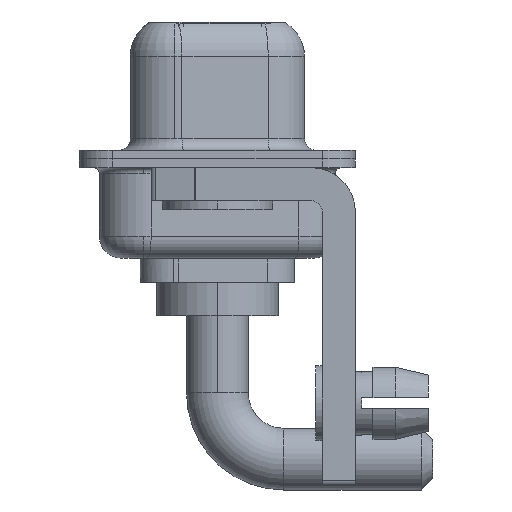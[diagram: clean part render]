
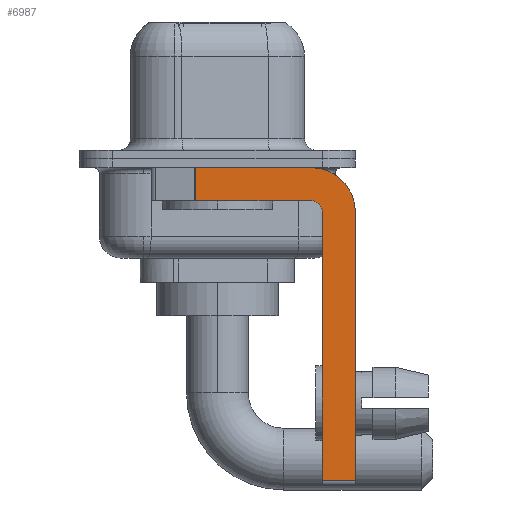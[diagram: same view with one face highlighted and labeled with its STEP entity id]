
A CAD part, left-side view. The second image highlights one B-rep face of the part: STEP entity #6987.
In plain terms, the highlighted planar face has unit normal (-1, 0, 0).
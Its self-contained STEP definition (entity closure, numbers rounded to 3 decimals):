
#59 = ORIENTED_EDGE ( 'NONE', *, *, #9588, .F. ) ;
#529 = CARTESIAN_POINT ( 'NONE',  ( -2.9, -6.25, -2.4 ) ) ;
#850 = LINE ( 'NONE', #8861, #7039 ) ;
#1126 = CARTESIAN_POINT ( 'NONE',  ( -2.9, -4.75, -14.8 ) ) ;
#1167 = ORIENTED_EDGE ( 'NONE', *, *, #8931, .F. ) ;
#1718 = CARTESIAN_POINT ( 'NONE',  ( -2.9, 0.978, -1.9 ) ) ;
#1797 = LINE ( 'NONE', #1718, #11487 ) ;
#1868 = VECTOR ( 'NONE', #5820, 1000. ) ;
#1890 = DIRECTION ( 'NONE',  ( 0., 0., -1. ) ) ;
#2798 = DIRECTION ( 'NONE',  ( 0., 0., -1. ) ) ;
#3517 = ORIENTED_EDGE ( 'NONE', *, *, #11443, .T. ) ;
#4309 = AXIS2_PLACEMENT_3D ( 'NONE', #10881, #12541, #9042 ) ;
#5069 = VERTEX_POINT ( 'NONE', #7700 ) ;
#5175 = CARTESIAN_POINT ( 'NONE',  ( -2.9, -4.25, -1.9 ) ) ;
#5205 = FACE_OUTER_BOUND ( 'NONE', #5910, .T. ) ;
#5222 = CARTESIAN_POINT ( 'NONE',  ( -2.9, 0.978, -0.4 ) ) ;
#5353 = VERTEX_POINT ( 'NONE', #9497 ) ;
#5446 = ORIENTED_EDGE ( 'NONE', *, *, #6045, .F. ) ;
#5820 = DIRECTION ( 'NONE',  ( 0., 0., 1. ) ) ;
#5910 = EDGE_LOOP ( 'NONE', ( #5446, #3517, #6610, #1167, #14407, #8848, #59, #14804 ) ) ;
#5976 = LINE ( 'NONE', #9422, #13598 ) ;
#6041 = VERTEX_POINT ( 'NONE', #7720 ) ;
#6045 = EDGE_CURVE ( 'NONE', #9298, #9778, #850, .T. ) ;
#6108 = DIRECTION ( 'NONE',  ( 0., 1., 0. ) ) ;
#6283 = CARTESIAN_POINT ( 'NONE',  ( -2.9, -4.75, -14.55 ) ) ;
#6610 = ORIENTED_EDGE ( 'NONE', *, *, #9919, .F. ) ;
#6686 = EDGE_CURVE ( 'NONE', #8193, #14674, #5976, .T. ) ;
#6987 = ADVANCED_FACE ( 'NONE', ( #5205 ), #14609, .F. ) ;
#7019 = CIRCLE ( 'NONE', #13839, 0.5 ) ;
#7039 = VECTOR ( 'NONE', #10145, 1000. ) ;
#7700 = CARTESIAN_POINT ( 'NONE',  ( -2.9, -6.25, -2.4 ) ) ;
#7720 = CARTESIAN_POINT ( 'NONE',  ( -2.9, 0.978, -1.9 ) ) ;
#7785 = VECTOR ( 'NONE', #8743, 1000. ) ;
#7907 = CARTESIAN_POINT ( 'NONE',  ( -2.9, -4.25, -0.4 ) ) ;
#8193 = VERTEX_POINT ( 'NONE', #6283 ) ;
#8296 = EDGE_CURVE ( 'NONE', #9778, #5069, #12138, .T. ) ;
#8743 = DIRECTION ( 'NONE',  ( 0., 0., -1. ) ) ;
#8848 = ORIENTED_EDGE ( 'NONE', *, *, #6686, .T. ) ;
#8861 = CARTESIAN_POINT ( 'NONE',  ( -2.9, 3., -0.4 ) ) ;
#8931 = EDGE_CURVE ( 'NONE', #5353, #11919, #7019, .T. ) ;
#9042 = DIRECTION ( 'NONE',  ( 0., 0., -1. ) ) ;
#9266 = AXIS2_PLACEMENT_3D ( 'NONE', #13607, #13677, #1890 ) ;
#9298 = VERTEX_POINT ( 'NONE', #5222 ) ;
#9317 = EDGE_CURVE ( 'NONE', #8193, #5353, #11570, .T. ) ;
#9380 = CARTESIAN_POINT ( 'NONE',  ( -2.9, -4.25, -2.4 ) ) ;
#9422 = CARTESIAN_POINT ( 'NONE',  ( -2.9, -4.25, -14.55 ) ) ;
#9497 = CARTESIAN_POINT ( 'NONE',  ( -2.9, -4.75, -2.4 ) ) ;
#9534 = DIRECTION ( 'NONE',  ( 0., 0., 1. ) ) ;
#9588 = EDGE_CURVE ( 'NONE', #5069, #14674, #10039, .T. ) ;
#9778 = VERTEX_POINT ( 'NONE', #7907 ) ;
#9919 = EDGE_CURVE ( 'NONE', #11919, #6041, #12998, .T. ) ;
#10039 = LINE ( 'NONE', #529, #7785 ) ;
#10145 = DIRECTION ( 'NONE',  ( 0., -1., 0. ) ) ;
#10472 = CARTESIAN_POINT ( 'NONE',  ( -2.9, -6.25, -14.55 ) ) ;
#10881 = CARTESIAN_POINT ( 'NONE',  ( -2.9, -4.25, -2.4 ) ) ;
#11443 = EDGE_CURVE ( 'NONE', #9298, #6041, #1797, .T. ) ;
#11487 = VECTOR ( 'NONE', #2798, 1000. ) ;
#11570 = LINE ( 'NONE', #1126, #1868 ) ;
#11919 = VERTEX_POINT ( 'NONE', #5175 ) ;
#11922 = CARTESIAN_POINT ( 'NONE',  ( -2.9, -4.25, -1.9 ) ) ;
#12138 = CIRCLE ( 'NONE', #4309, 2. ) ;
#12541 = DIRECTION ( 'NONE',  ( 1., 0., 0. ) ) ;
#12778 = DIRECTION ( 'NONE',  ( 0., -1., 0. ) ) ;
#12998 = LINE ( 'NONE', #11922, #14854 ) ;
#13598 = VECTOR ( 'NONE', #12778, 1000. ) ;
#13607 = CARTESIAN_POINT ( 'NONE',  ( -2.9, -4.25, -2.4 ) ) ;
#13677 = DIRECTION ( 'NONE',  ( 1., 0., 0. ) ) ;
#13839 = AXIS2_PLACEMENT_3D ( 'NONE', #9380, #15028, #9534 ) ;
#14407 = ORIENTED_EDGE ( 'NONE', *, *, #9317, .F. ) ;
#14609 = PLANE ( 'NONE',  #9266 ) ;
#14674 = VERTEX_POINT ( 'NONE', #10472 ) ;
#14804 = ORIENTED_EDGE ( 'NONE', *, *, #8296, .F. ) ;
#14854 = VECTOR ( 'NONE', #6108, 1000. ) ;
#15028 = DIRECTION ( 'NONE',  ( -1., 0., 0. ) ) ;
